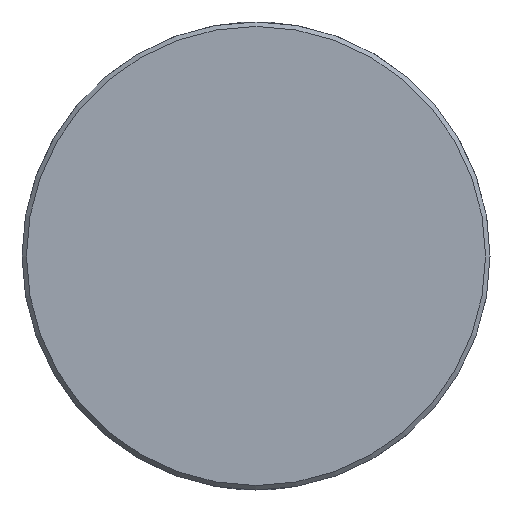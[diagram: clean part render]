
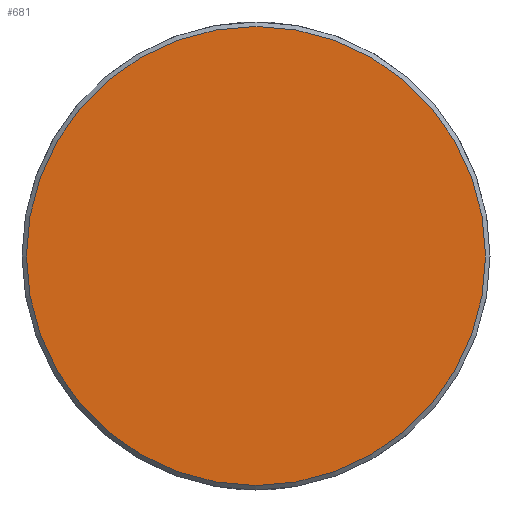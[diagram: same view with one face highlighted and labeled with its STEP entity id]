
A CAD part, front view. The second image highlights one B-rep face of the part: STEP entity #681.
In plain terms, the highlighted planar face has unit normal (0, -1, 0).
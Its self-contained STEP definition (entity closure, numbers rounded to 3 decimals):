
#15=PLANE('',#741);
#74=FACE_OUTER_BOUND('',#116,.T.);
#116=EDGE_LOOP('',(#486));
#247=CIRCLE('',#735,51.5);
#300=VERTEX_POINT('',#1062);
#369=EDGE_CURVE('',#300,#300,#247,.T.);
#486=ORIENTED_EDGE('',*,*,#369,.F.);
#681=ADVANCED_FACE('',(#74),#15,.F.);
#735=AXIS2_PLACEMENT_3D('',#1063,#832,#833);
#741=AXIS2_PLACEMENT_3D('',#1117,#848,#849);
#832=DIRECTION('center_axis',(0.,1.,0.));
#833=DIRECTION('ref_axis',(1.,0.,0.));
#848=DIRECTION('center_axis',(0.,1.,0.));
#849=DIRECTION('ref_axis',(1.,0.,0.));
#1062=CARTESIAN_POINT('',(-51.5,-23.,0.));
#1063=CARTESIAN_POINT('Origin',(0.,-23.,0.));
#1117=CARTESIAN_POINT('Origin',(0.,-23.,0.));
